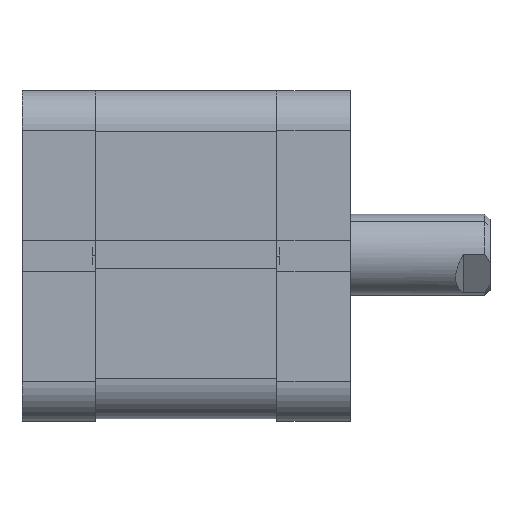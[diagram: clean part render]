
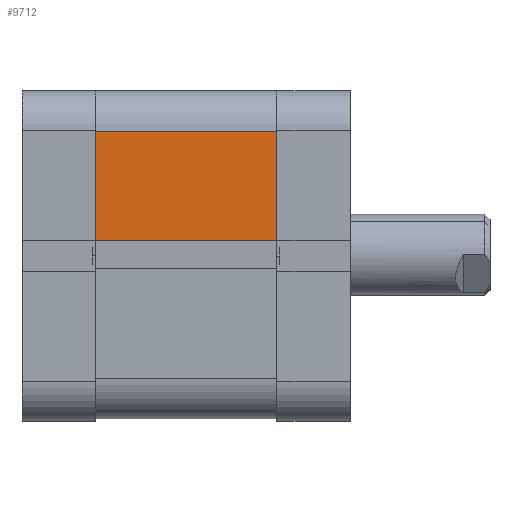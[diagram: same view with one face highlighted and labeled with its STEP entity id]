
A CAD part, front view. The second image highlights one B-rep face of the part: STEP entity #9712.
In plain terms, the highlighted planar face has unit normal (0, -1, 0).
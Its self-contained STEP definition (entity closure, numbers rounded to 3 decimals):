
#362 = EDGE_LOOP ( 'NONE', ( #32759, #29196, #30098, #28124 ) ) ;
#818 = VECTOR ( 'NONE', #10508, 1000. ) ;
#1256 = EDGE_CURVE ( 'NONE', #24547, #25287, #12531, .T. ) ;
#3456 = VERTEX_POINT ( 'NONE', #7898 ) ;
#3924 = VECTOR ( 'NONE', #27722, 1000. ) ;
#4904 = AXIS2_PLACEMENT_3D ( 'NONE', #12960, #10085, #26527 ) ;
#4928 = LINE ( 'NONE', #15583, #818 ) ;
#5409 = VERTEX_POINT ( 'NONE', #7916 ) ;
#6235 = CARTESIAN_POINT ( 'NONE',  ( 0., -32.5, 2.8 ) ) ;
#6714 = CARTESIAN_POINT ( 'NONE',  ( 36., -32.5, 2.8 ) ) ;
#7005 = CARTESIAN_POINT ( 'NONE',  ( 36., -32.5, -32.5 ) ) ;
#7898 = CARTESIAN_POINT ( 'NONE',  ( 36., -32.5, 24.5 ) ) ;
#7916 = CARTESIAN_POINT ( 'NONE',  ( 0., -32.5, 24.5 ) ) ;
#9712 = ADVANCED_FACE ( 'NONE', ( #31586 ), #26161, .F. ) ;
#10085 = DIRECTION ( 'NONE',  ( 0., 1., 0. ) ) ;
#10508 = DIRECTION ( 'NONE',  ( -1., 0., 0. ) ) ;
#12531 = LINE ( 'NONE', #31176, #31762 ) ;
#12960 = CARTESIAN_POINT ( 'NONE',  ( 36., -32.5, -32.5 ) ) ;
#15541 = EDGE_CURVE ( 'NONE', #5409, #25287, #20611, .T. ) ;
#15583 = CARTESIAN_POINT ( 'NONE',  ( 36., -32.5, 24.5 ) ) ;
#16502 = CARTESIAN_POINT ( 'NONE',  ( 0., -32.5, -32.5 ) ) ;
#20611 = LINE ( 'NONE', #16502, #3924 ) ;
#21637 = EDGE_CURVE ( 'NONE', #3456, #5409, #4928, .T. ) ;
#24547 = VERTEX_POINT ( 'NONE', #6714 ) ;
#25287 = VERTEX_POINT ( 'NONE', #6235 ) ;
#26161 = PLANE ( 'NONE',  #4904 ) ;
#26527 = DIRECTION ( 'NONE',  ( 0., 0., 1. ) ) ;
#26875 = LINE ( 'NONE', #7005, #32885 ) ;
#27722 = DIRECTION ( 'NONE',  ( 0., 0., -1. ) ) ;
#28124 = ORIENTED_EDGE ( 'NONE', *, *, #21637, .T. ) ;
#29196 = ORIENTED_EDGE ( 'NONE', *, *, #1256, .F. ) ;
#30098 = ORIENTED_EDGE ( 'NONE', *, *, #34220, .F. ) ;
#31176 = CARTESIAN_POINT ( 'NONE',  ( 36.001, -32.5, 2.8 ) ) ;
#31518 = DIRECTION ( 'NONE',  ( -1., 0., 0. ) ) ;
#31586 = FACE_OUTER_BOUND ( 'NONE', #362, .T. ) ;
#31762 = VECTOR ( 'NONE', #31518, 1000. ) ;
#31763 = DIRECTION ( 'NONE',  ( 0., 0., -1. ) ) ;
#32759 = ORIENTED_EDGE ( 'NONE', *, *, #15541, .T. ) ;
#32885 = VECTOR ( 'NONE', #31763, 1000. ) ;
#34220 = EDGE_CURVE ( 'NONE', #3456, #24547, #26875, .T. ) ;
